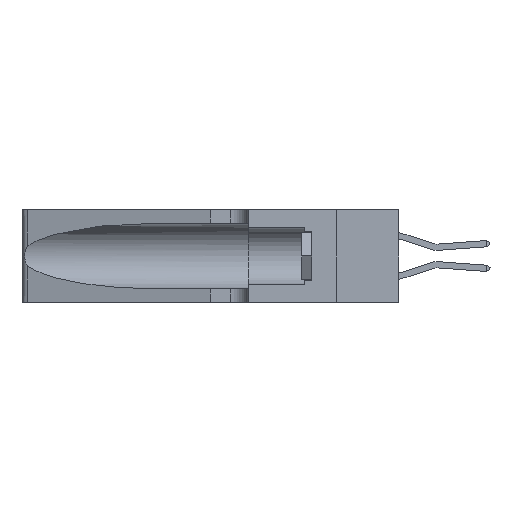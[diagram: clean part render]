
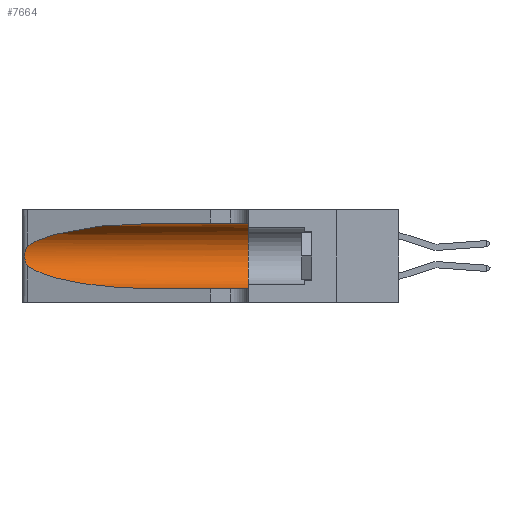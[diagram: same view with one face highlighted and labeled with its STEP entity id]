
A CAD part, left-side view. The second image highlights one B-rep face of the part: STEP entity #7664.
In plain terms, the highlighted cylindrical face has radius 3.308 mm (diameter 6.617 mm), a partial arc.
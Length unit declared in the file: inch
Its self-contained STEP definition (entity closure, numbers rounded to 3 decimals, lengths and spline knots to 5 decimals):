
#567 = ORIENTED_EDGE ( 'NONE', *, *, #3263, .T. ) ;
#1244 = VERTEX_POINT ( 'NONE', #17062 ) ;
#1744 = CARTESIAN_POINT ( 'NONE',  ( 0.18966, 0.96281, 0.05475 ) ) ;
#1797 = CARTESIAN_POINT ( 'NONE',  ( 0.1305, 0.72297, 0.31525 ) ) ;
#1815 = CARTESIAN_POINT ( 'NONE',  ( 0.1305, 1.61858, 0.31525 ) ) ;
#1980 = CARTESIAN_POINT ( 'NONE',  ( 0.25787, 1.23484, 0.2124 ) ) ;
#2197 = LINE ( 'NONE', #12360, #17264 ) ;
#2796 = DIRECTION ( 'NONE',  ( 0., -1., 0. ) ) ;
#2941 = CARTESIAN_POINT ( 'NONE',  ( 0.1305, 0.72297, 0.31525 ) ) ;
#3263 = EDGE_CURVE ( 'NONE', #10167, #14208, #2197, .T. ) ;
#3550 = CARTESIAN_POINT ( 'NONE',  ( 0.26018, 1.23835, 0.19895 ) ) ;
#3671 = DIRECTION ( 'NONE',  ( 0., -1., 0. ) ) ;
#4079 = ORIENTED_EDGE ( 'NONE', *, *, #9278, .T. ) ;
#4366 = FACE_OUTER_BOUND ( 'NONE', #6419, .T. ) ;
#4410 = CARTESIAN_POINT ( 'NONE',  ( 0.18966, 0.96281, 0.31525 ) ) ;
#4471 = CARTESIAN_POINT ( 'NONE',  ( 0.2373, 1.15595, 0.28018 ) ) ;
#4522 = CARTESIAN_POINT ( 'NONE',  ( 0.1305, 0.35, 0.185 ) ) ;
#5066 = CARTESIAN_POINT ( 'NONE',  ( 0.26075, 1.23896, 0.178 ) ) ;
#5249 = CIRCLE ( 'NONE', #8203, 0.13025 ) ;
#5537 = ORIENTED_EDGE ( 'NONE', *, *, #13627, .F. ) ;
#5612 = CARTESIAN_POINT ( 'NONE',  ( 0.1305, 0.72297, 0.05475 ) ) ;
#6034 = DIRECTION ( 'NONE',  ( 0., 0., 1. ) ) ;
#6419 = EDGE_LOOP ( 'NONE', ( #14115, #16956, #4079, #567, #5537, #7730 ) ) ;
#6528 = VERTEX_POINT ( 'NONE', #16326 ) ;
#6573 = VERTEX_POINT ( 'NONE', #1797 ) ;
#6575 = CARTESIAN_POINT ( 'NONE',  ( 0.25856, 1.23593, 0.16098 ) ) ;
#7021 = AXIS2_PLACEMENT_3D ( 'NONE', #18723, #2796, #13036 ) ;
#7664 = ADVANCED_FACE ( 'NONE', ( #4366 ), #15456, .F. ) ;
#7718 =( BOUNDED_CURVE ( )  B_SPLINE_CURVE ( 3, ( #2941, #4410, #4471, #14588 ),
 .UNSPECIFIED., .F., .F. ) 
 B_SPLINE_CURVE_WITH_KNOTS ( ( 4, 4 ),
 ( 1.5708, 2.84003 ),
 .UNSPECIFIED. ) 
 CURVE ( )  GEOMETRIC_REPRESENTATION_ITEM ( )  RATIONAL_B_SPLINE_CURVE ( ( 1., 0.87, 0.87, 1. ) ) 
 REPRESENTATION_ITEM ( '' )  );
#7730 = ORIENTED_EDGE ( 'NONE', *, *, #7920, .F. ) ;
#7920 = EDGE_CURVE ( 'NONE', #6573, #1244, #15215, .T. ) ;
#7997 = CARTESIAN_POINT ( 'NONE',  ( 0.25487, 1.22718, 0.22369 ) ) ;
#8067 = CARTESIAN_POINT ( 'NONE',  ( 0.25639, 1.23186, 0.15144 ) ) ;
#8203 = AXIS2_PLACEMENT_3D ( 'NONE', #4522, #14638, #6034 ) ;
#9278 = EDGE_CURVE ( 'NONE', #13239, #10167, #15748, .T. ) ;
#9523 = CARTESIAN_POINT ( 'NONE',  ( 0.25487, 1.22718, 0.14631 ) ) ;
#10167 = VERTEX_POINT ( 'NONE', #5612 ) ;
#10786 = CARTESIAN_POINT ( 'NONE',  ( 0.25487, 1.22718, 0.14631 ) ) ;
#10802 = CARTESIAN_POINT ( 'NONE',  ( 0.25555, 1.22994, 0.2215 ) ) ;
#10859 = CARTESIAN_POINT ( 'NONE',  ( 0.25639, 1.23184, 0.21858 ) ) ;
#12089 = CARTESIAN_POINT ( 'NONE',  ( 0.2373, 1.15595, 0.08982 ) ) ;
#12161 = DIRECTION ( 'NONE',  ( 0., -1., 0. ) ) ;
#12312 = CARTESIAN_POINT ( 'NONE',  ( 0.25854, 1.2359, 0.20912 ) ) ;
#12360 = CARTESIAN_POINT ( 'NONE',  ( 0.1305, 1.61858, 0.05475 ) ) ;
#13036 = DIRECTION ( 'NONE',  ( 0., 0., -1. ) ) ;
#13239 = VERTEX_POINT ( 'NONE', #10786 ) ;
#13435 = CARTESIAN_POINT ( 'NONE',  ( 0.25487, 1.22718, 0.14631 ) ) ;
#13498 = CARTESIAN_POINT ( 'NONE',  ( 0.1305, 0.72297, 0.05475 ) ) ;
#13627 = EDGE_CURVE ( 'NONE', #1244, #14208, #5249, .T. ) ;
#13719 = CARTESIAN_POINT ( 'NONE',  ( 0.26075, 1.23896, 0.19203 ) ) ;
#14115 = ORIENTED_EDGE ( 'NONE', *, *, #14946, .T. ) ;
#14208 = VERTEX_POINT ( 'NONE', #17390 ) ;
#14588 = CARTESIAN_POINT ( 'NONE',  ( 0.25487, 1.22718, 0.22369 ) ) ;
#14638 = DIRECTION ( 'NONE',  ( 0., 1., 0. ) ) ;
#14946 = EDGE_CURVE ( 'NONE', #6573, #6528, #7718, .T. ) ;
#15167 = CARTESIAN_POINT ( 'NONE',  ( 0.26017, 1.23833, 0.17102 ) ) ;
#15215 = LINE ( 'NONE', #1815, #15679 ) ;
#15456 = CYLINDRICAL_SURFACE ( 'NONE', #7021, 0.13025 ) ;
#15679 = VECTOR ( 'NONE', #12161, 39.37008 ) ;
#15748 =( BOUNDED_CURVE ( )  B_SPLINE_CURVE ( 3, ( #13435, #12089, #1744, #13498 ),
 .UNSPECIFIED., .F., .F. ) 
 B_SPLINE_CURVE_WITH_KNOTS ( ( 4, 4 ),
 ( 3.44316, 4.71239 ),
 .UNSPECIFIED. ) 
 CURVE ( )  GEOMETRIC_REPRESENTATION_ITEM ( )  RATIONAL_B_SPLINE_CURVE ( ( 1., 0.87, 0.87, 1. ) ) 
 REPRESENTATION_ITEM ( '' )  );
#16326 = CARTESIAN_POINT ( 'NONE',  ( 0.25487, 1.22718, 0.22369 ) ) ;
#16346 = B_SPLINE_CURVE_WITH_KNOTS ( 'NONE', 3,
 ( #7997, #10802, #10859, #1980, #12312, #3550, #13719, #5066, #15167, #6575, #16620, #8067, #18036, #9523 ),
 .UNSPECIFIED., .F., .F.,
 ( 4, 2, 2, 2, 2, 2, 4 ),
 ( 0., 0.00027, 0.00053, 0.00107, 0.0016, 0.00187, 0.00214 ),
 .UNSPECIFIED. ) ;
#16620 = CARTESIAN_POINT ( 'NONE',  ( 0.25789, 1.23486, 0.15765 ) ) ;
#16956 = ORIENTED_EDGE ( 'NONE', *, *, #17705, .T. ) ;
#17062 = CARTESIAN_POINT ( 'NONE',  ( 0.1305, 0.35, 0.31525 ) ) ;
#17264 = VECTOR ( 'NONE', #3671, 39.37008 ) ;
#17390 = CARTESIAN_POINT ( 'NONE',  ( 0.1305, 0.35, 0.05475 ) ) ;
#17705 = EDGE_CURVE ( 'NONE', #6528, #13239, #16346, .T. ) ;
#18036 = CARTESIAN_POINT ( 'NONE',  ( 0.25555, 1.22993, 0.14849 ) ) ;
#18723 = CARTESIAN_POINT ( 'NONE',  ( 0.1305, 1.61858, 0.185 ) ) ;
